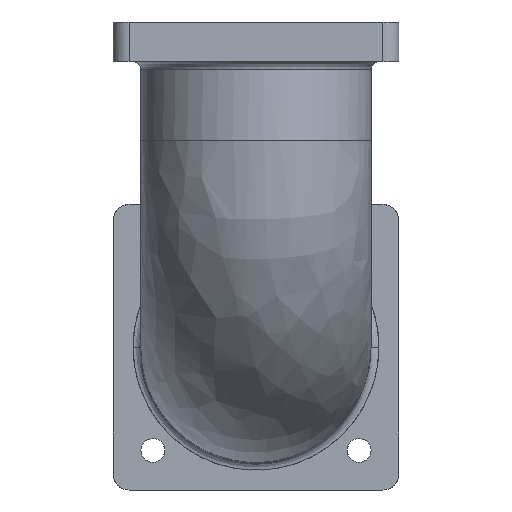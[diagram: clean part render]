
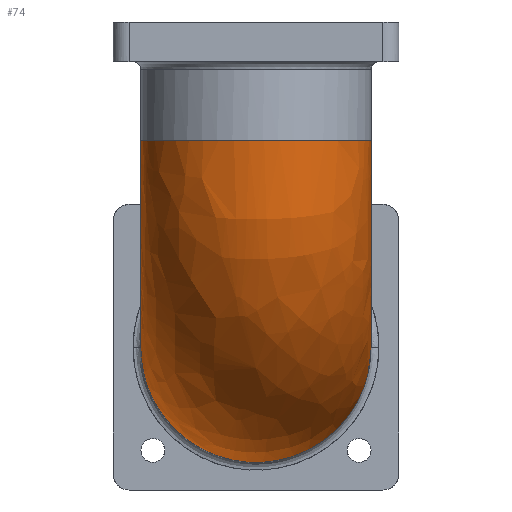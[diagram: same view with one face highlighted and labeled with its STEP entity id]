
A CAD part, front view. The second image highlights one B-rep face of the part: STEP entity #74.
In plain terms, the highlighted free-form (B-spline) face has degree [2, 2] with [3, 5] control points.
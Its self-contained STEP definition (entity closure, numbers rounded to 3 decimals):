
#74 = ADVANCED_FACE('',(#75),#113,.T.);
#75 = FACE_BOUND('',#76,.T.);
#76 = EDGE_LOOP('',(#77,#89,#97,#107));
#77 = ORIENTED_EDGE('',*,*,#78,.T.);
#78 = EDGE_CURVE('',#79,#81,#83,.T.);
#79 = VERTEX_POINT('',#80);
#80 = CARTESIAN_POINT('',(126.88,-131.256,
    0.));
#81 = VERTEX_POINT('',#82);
#82 = CARTESIAN_POINT('',(-126.88,-131.256,
    0.));
#83 = ( BOUNDED_CURVE() B_SPLINE_CURVE(2,(#84,#85,#86,#87,#88),
.UNSPECIFIED.,.F.,.F.) B_SPLINE_CURVE_WITH_KNOTS((3,2,3),(
    0.,1.571,3.142),
.PIECEWISE_BEZIER_KNOTS.) CURVE() GEOMETRIC_REPRESENTATION_ITEM() 
RATIONAL_B_SPLINE_CURVE((1.,0.707,1.,0.707,1.)) 
REPRESENTATION_ITEM('') );
#84 = CARTESIAN_POINT('',(126.88,-131.256,
    0.));
#85 = CARTESIAN_POINT('',(126.88,-131.256,
    -126.88));
#86 = CARTESIAN_POINT('',(0.,-131.256,
    -126.88));
#87 = CARTESIAN_POINT('',(-126.88,-131.256,
    -126.88));
#88 = CARTESIAN_POINT('',(-126.88,-131.256,
    0.));
#89 = ORIENTED_EDGE('',*,*,#90,.T.);
#90 = EDGE_CURVE('',#81,#91,#93,.T.);
#91 = VERTEX_POINT('',#92);
#92 = CARTESIAN_POINT('',(-126.88,-358.765,
    227.51));
#93 = ( BOUNDED_CURVE() B_SPLINE_CURVE(2,(#94,#95,#96),.UNSPECIFIED.,.F.
,.F.) B_SPLINE_CURVE_WITH_KNOTS((3,3),(0.,1.571
),.PIECEWISE_BEZIER_KNOTS.) CURVE() GEOMETRIC_REPRESENTATION_ITEM() 
RATIONAL_B_SPLINE_CURVE((1.,0.707,1.)) REPRESENTATION_ITEM('') 
  );
#94 = CARTESIAN_POINT('',(-126.88,-131.256,0.));
#95 = CARTESIAN_POINT('',(-126.88,-358.765,
    0.));
#96 = CARTESIAN_POINT('',(-126.88,-358.765,
    227.51));
#97 = ORIENTED_EDGE('',*,*,#98,.T.);
#98 = EDGE_CURVE('',#91,#99,#101,.T.);
#99 = VERTEX_POINT('',#100);
#100 = CARTESIAN_POINT('',(126.88,-358.765,
    227.51));
#101 = ( BOUNDED_CURVE() B_SPLINE_CURVE(2,(#102,#103,#104,#105,#106),
.UNSPECIFIED.,.F.,.F.) B_SPLINE_CURVE_WITH_KNOTS((3,2,3),(
    0.,1.571,3.142),
.PIECEWISE_BEZIER_KNOTS.) CURVE() GEOMETRIC_REPRESENTATION_ITEM() 
RATIONAL_B_SPLINE_CURVE((1.,0.707,1.,0.707,1.)) 
REPRESENTATION_ITEM('') );
#102 = CARTESIAN_POINT('',(-126.88,-358.765,
    227.51));
#103 = CARTESIAN_POINT('',(-126.88,-485.646,
    227.51));
#104 = CARTESIAN_POINT('',(0.,-485.646,
    227.51));
#105 = CARTESIAN_POINT('',(126.88,-485.646,
    227.51));
#106 = CARTESIAN_POINT('',(126.88,-358.765,
    227.51));
#107 = ORIENTED_EDGE('',*,*,#108,.T.);
#108 = EDGE_CURVE('',#99,#79,#109,.T.);
#109 = ( BOUNDED_CURVE() B_SPLINE_CURVE(2,(#110,#111,#112),
.UNSPECIFIED.,.F.,.F.) B_SPLINE_CURVE_WITH_KNOTS((3,3),(0.,
1.571),.PIECEWISE_BEZIER_KNOTS.) CURVE() 
GEOMETRIC_REPRESENTATION_ITEM() RATIONAL_B_SPLINE_CURVE((1.,
0.707,1.)) REPRESENTATION_ITEM('') );
#110 = CARTESIAN_POINT('',(126.88,-358.765,
    227.51));
#111 = CARTESIAN_POINT('',(126.88,-358.765,
    0.));
#112 = CARTESIAN_POINT('',(126.88,-131.256,0.));
#113 = ( BOUNDED_SURFACE() B_SPLINE_SURFACE(2,2,(
    (#114,#115,#116,#117,#118)
    ,(#119,#120,#121,#122,#123)
    ,(#124,#125,#126,#127,#128
)),.UNSPECIFIED.,.F.,.F.,.F.) B_SPLINE_SURFACE_WITH_KNOTS((3,3),(3,2,3),
  (0.,1.571),(0.,1.571,3.142),
.PIECEWISE_BEZIER_KNOTS.) GEOMETRIC_REPRESENTATION_ITEM() 
RATIONAL_B_SPLINE_SURFACE((
    (1.,0.707,1.,0.707,1.)
    ,(0.707,0.5,0.707,0.5
      ,0.707)
,(1.,0.707,1.,0.707,1.
))) REPRESENTATION_ITEM('') SURFACE() );
#114 = CARTESIAN_POINT('',(-126.88,-131.256,0.));
#115 = CARTESIAN_POINT('',(-126.88,-131.256,
    -126.88));
#116 = CARTESIAN_POINT('',(0.,-131.256,
    -126.88));
#117 = CARTESIAN_POINT('',(126.88,-131.256,
    -126.88));
#118 = CARTESIAN_POINT('',(126.88,-131.256,
    0.));
#119 = CARTESIAN_POINT('',(-126.88,-358.765,
    0.));
#120 = CARTESIAN_POINT('',(-126.88,-485.646,
    -126.88));
#121 = CARTESIAN_POINT('',(0.,-485.646,
    -126.88));
#122 = CARTESIAN_POINT('',(126.88,-485.646,
    -126.88));
#123 = CARTESIAN_POINT('',(126.88,-358.765,
    0.));
#124 = CARTESIAN_POINT('',(-126.88,-358.765,
    227.51));
#125 = CARTESIAN_POINT('',(-126.88,-485.646,
    227.51));
#126 = CARTESIAN_POINT('',(0.,-485.646,
    227.51));
#127 = CARTESIAN_POINT('',(126.88,-485.646,
    227.51));
#128 = CARTESIAN_POINT('',(126.88,-358.765,
    227.51));
